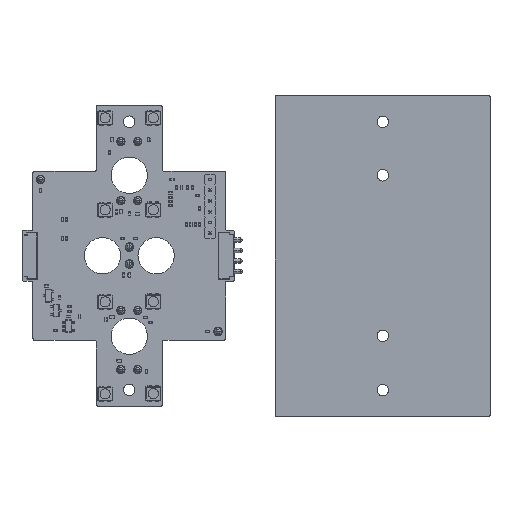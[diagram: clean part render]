
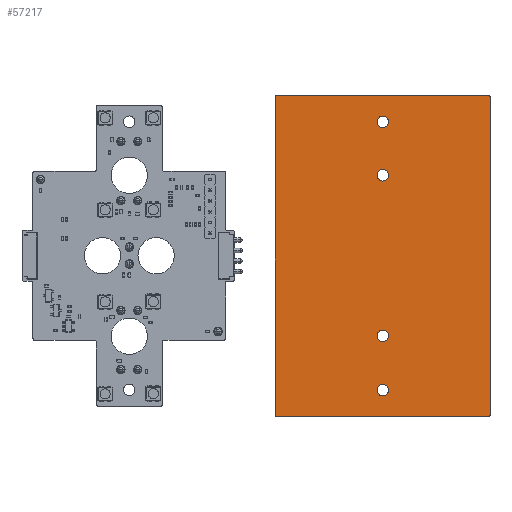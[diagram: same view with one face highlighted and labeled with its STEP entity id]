
A CAD part, top view. The second image highlights one B-rep face of the part: STEP entity #57217.
In plain terms, the highlighted planar face has unit normal (0, 0, 1).
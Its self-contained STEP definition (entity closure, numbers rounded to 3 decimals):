
#57024 = VERTEX_POINT('',#57025);
#57025 = CARTESIAN_POINT('',(170.,-21.,1.51));
#57031 = EDGE_CURVE('',#57024,#57032,#57034,.T.);
#57032 = VERTEX_POINT('',#57033);
#57033 = CARTESIAN_POINT('',(170.4,-21.4,1.51));
#57034 = CIRCLE('',#57035,0.4);
#57035 = AXIS2_PLACEMENT_3D('',#57036,#57037,#57038);
#57036 = CARTESIAN_POINT('',(170.,-21.4,1.51));
#57037 = DIRECTION('',(0.,0.,-1.));
#57038 = DIRECTION('',(0.,1.,0.));
#57066 = VERTEX_POINT('',#57067);
#57067 = CARTESIAN_POINT('',(120.,-21.,1.51));
#57073 = EDGE_CURVE('',#57066,#57024,#57074,.T.);
#57074 = LINE('',#57075,#57076);
#57075 = CARTESIAN_POINT('',(120.,-21.,1.51));
#57076 = VECTOR('',#57077,1.);
#57077 = DIRECTION('',(1.,0.,0.));
#57095 = EDGE_CURVE('',#57032,#57096,#57098,.T.);
#57096 = VERTEX_POINT('',#57097);
#57097 = CARTESIAN_POINT('',(170.4,-96.8,1.51));
#57098 = LINE('',#57099,#57100);
#57099 = CARTESIAN_POINT('',(170.4,-21.4,1.51));
#57100 = VECTOR('',#57101,1.);
#57101 = DIRECTION('',(0.,-1.,0.));
#57217 = ADVANCED_FACE('',(#57218,#57264,#57275,#57286,#57297),#57308,
  .T.);
#57218 = FACE_BOUND('',#57219,.T.);
#57219 = EDGE_LOOP('',(#57220,#57221,#57222,#57231,#57239,#57248,#57256,
    #57263));
#57220 = ORIENTED_EDGE('',*,*,#57031,.F.);
#57221 = ORIENTED_EDGE('',*,*,#57073,.F.);
#57222 = ORIENTED_EDGE('',*,*,#57223,.F.);
#57223 = EDGE_CURVE('',#57224,#57066,#57226,.T.);
#57224 = VERTEX_POINT('',#57225);
#57225 = CARTESIAN_POINT('',(119.6,-21.4,1.51));
#57226 = CIRCLE('',#57227,0.4);
#57227 = AXIS2_PLACEMENT_3D('',#57228,#57229,#57230);
#57228 = CARTESIAN_POINT('',(120.,-21.4,1.51));
#57229 = DIRECTION('',(0.,0.,-1.));
#57230 = DIRECTION('',(-1.,0.,-0.));
#57231 = ORIENTED_EDGE('',*,*,#57232,.F.);
#57232 = EDGE_CURVE('',#57233,#57224,#57235,.T.);
#57233 = VERTEX_POINT('',#57234);
#57234 = CARTESIAN_POINT('',(119.6,-96.8,1.51));
#57235 = LINE('',#57236,#57237);
#57236 = CARTESIAN_POINT('',(119.6,-96.8,1.51));
#57237 = VECTOR('',#57238,1.);
#57238 = DIRECTION('',(0.,1.,0.));
#57239 = ORIENTED_EDGE('',*,*,#57240,.F.);
#57240 = EDGE_CURVE('',#57241,#57233,#57243,.T.);
#57241 = VERTEX_POINT('',#57242);
#57242 = CARTESIAN_POINT('',(120.,-97.2,1.51));
#57243 = CIRCLE('',#57244,0.4);
#57244 = AXIS2_PLACEMENT_3D('',#57245,#57246,#57247);
#57245 = CARTESIAN_POINT('',(120.,-96.8,1.51));
#57246 = DIRECTION('',(0.,0.,-1.));
#57247 = DIRECTION('',(0.,-1.,0.));
#57248 = ORIENTED_EDGE('',*,*,#57249,.F.);
#57249 = EDGE_CURVE('',#57250,#57241,#57252,.T.);
#57250 = VERTEX_POINT('',#57251);
#57251 = CARTESIAN_POINT('',(170.,-97.2,1.51));
#57252 = LINE('',#57253,#57254);
#57253 = CARTESIAN_POINT('',(170.,-97.2,1.51));
#57254 = VECTOR('',#57255,1.);
#57255 = DIRECTION('',(-1.,0.,0.));
#57256 = ORIENTED_EDGE('',*,*,#57257,.F.);
#57257 = EDGE_CURVE('',#57096,#57250,#57258,.T.);
#57258 = CIRCLE('',#57259,0.4);
#57259 = AXIS2_PLACEMENT_3D('',#57260,#57261,#57262);
#57260 = CARTESIAN_POINT('',(170.,-96.8,1.51));
#57261 = DIRECTION('',(0.,0.,-1.));
#57262 = DIRECTION('',(1.,0.,0.));
#57263 = ORIENTED_EDGE('',*,*,#57095,.F.);
#57264 = FACE_BOUND('',#57265,.T.);
#57265 = EDGE_LOOP('',(#57266));
#57266 = ORIENTED_EDGE('',*,*,#57267,.T.);
#57267 = EDGE_CURVE('',#57268,#57268,#57270,.T.);
#57268 = VERTEX_POINT('',#57269);
#57269 = CARTESIAN_POINT('',(145.001,-92.2,1.51));
#57270 = CIRCLE('',#57271,1.35);
#57271 = AXIS2_PLACEMENT_3D('',#57272,#57273,#57274);
#57272 = CARTESIAN_POINT('',(145.001,-90.85,1.51));
#57273 = DIRECTION('',(-0.,0.,-1.));
#57274 = DIRECTION('',(-0.,-1.,0.));
#57275 = FACE_BOUND('',#57276,.T.);
#57276 = EDGE_LOOP('',(#57277));
#57277 = ORIENTED_EDGE('',*,*,#57278,.T.);
#57278 = EDGE_CURVE('',#57279,#57279,#57281,.T.);
#57279 = VERTEX_POINT('',#57280);
#57280 = CARTESIAN_POINT('',(145.001,-79.35,1.51));
#57281 = CIRCLE('',#57282,1.35);
#57282 = AXIS2_PLACEMENT_3D('',#57283,#57284,#57285);
#57283 = CARTESIAN_POINT('',(145.001,-78.,1.51));
#57284 = DIRECTION('',(-0.,0.,-1.));
#57285 = DIRECTION('',(-0.,-1.,0.));
#57286 = FACE_BOUND('',#57287,.T.);
#57287 = EDGE_LOOP('',(#57288));
#57288 = ORIENTED_EDGE('',*,*,#57289,.T.);
#57289 = EDGE_CURVE('',#57290,#57290,#57292,.T.);
#57290 = VERTEX_POINT('',#57291);
#57291 = CARTESIAN_POINT('',(145.,-41.35,1.51));
#57292 = CIRCLE('',#57293,1.35);
#57293 = AXIS2_PLACEMENT_3D('',#57294,#57295,#57296);
#57294 = CARTESIAN_POINT('',(145.,-40.,1.51));
#57295 = DIRECTION('',(-0.,0.,-1.));
#57296 = DIRECTION('',(-0.,-1.,0.));
#57297 = FACE_BOUND('',#57298,.T.);
#57298 = EDGE_LOOP('',(#57299));
#57299 = ORIENTED_EDGE('',*,*,#57300,.T.);
#57300 = EDGE_CURVE('',#57301,#57301,#57303,.T.);
#57301 = VERTEX_POINT('',#57302);
#57302 = CARTESIAN_POINT('',(145.001,-28.7,1.51));
#57303 = CIRCLE('',#57304,1.35);
#57304 = AXIS2_PLACEMENT_3D('',#57305,#57306,#57307);
#57305 = CARTESIAN_POINT('',(145.001,-27.35,1.51));
#57306 = DIRECTION('',(-0.,0.,-1.));
#57307 = DIRECTION('',(-0.,-1.,0.));
#57308 = PLANE('',#57309);
#57309 = AXIS2_PLACEMENT_3D('',#57310,#57311,#57312);
#57310 = CARTESIAN_POINT('',(0.,0.,1.51));
#57311 = DIRECTION('',(0.,0.,1.));
#57312 = DIRECTION('',(1.,0.,-0.));
